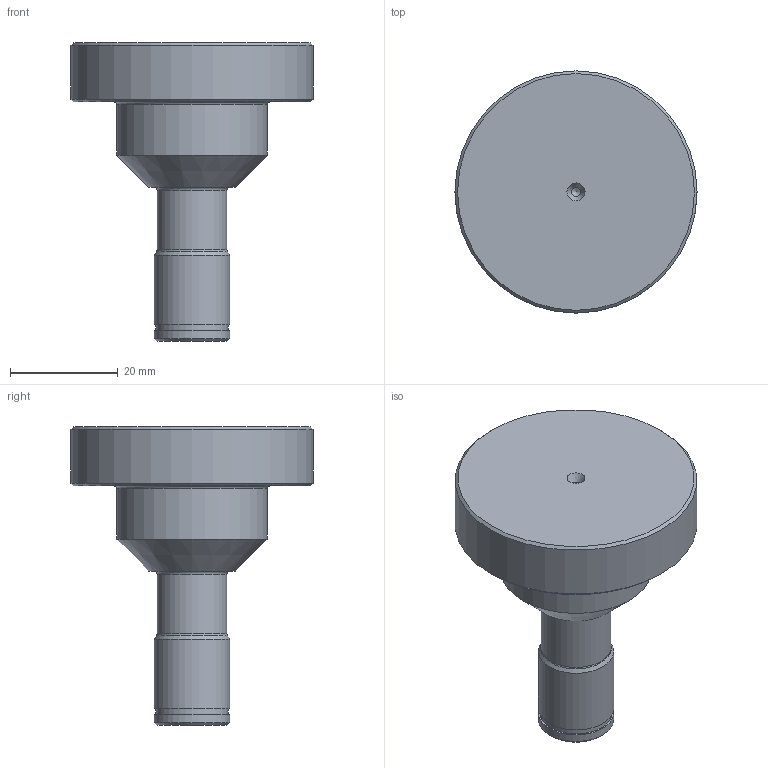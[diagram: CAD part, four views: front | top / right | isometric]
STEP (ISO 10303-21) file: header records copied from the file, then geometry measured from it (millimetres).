
FILE_DESCRIPTION(/* description */ ('Unknown'),/* implementation_level */ '2;1');
FILE_NAME(/* name */ 'HI10001135_B',/* time_stamp */ '2024-02-18T22:28:53+01:00',/* author */ ('Unknown'),/* organization */ ('Unknown'),/* preprocessor_version */ 'ST-DEVELOPER v18.102',/* originating_system */ 'Solid Edge',/* authorisation */ 'Unknown');
FILE_SCHEMA (('AUTOMOTIVE_DESIGN {1 0 10303 214 3 1 1}'));
Length unit declared in the file: millimetre
Products named in the file (1): HI10001135_B
Bounding box: 45 x 45 x 55.5 mm (x, y, z)
Volume: 29886 mm3; surface area: 7054.9 mm2
Topology: 1 solids, 1 shells, 29 faces, 64 edges, 41 vertices
Faces by surface type: cone 11, cylinder 9, plane 6, torus 3
Full cylindrical faces by diameter (mm): 1.6 x2, 4 x1, 13 x1, 13.4 x1, 14 x2, 28 x1, 45 x1
Entity records: 616 total; most frequent: DIRECTION 116, CARTESIAN_POINT 89, FACE_BOUND 59, AXIS2_PLACEMENT_3D 58, ORIENTED_EDGE 56, EDGE_LOOP 56, VERTEX_POINT 31, ADVANCED_FACE 29
